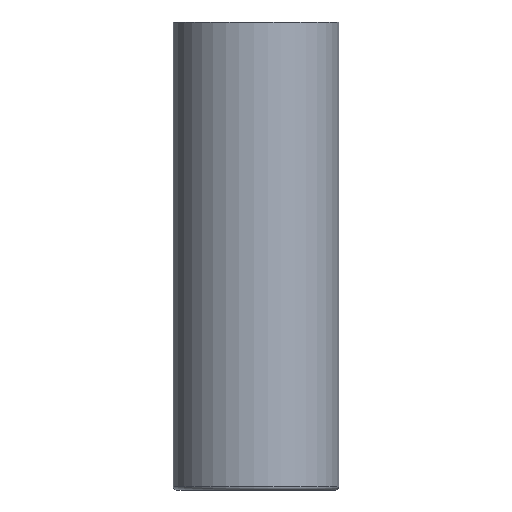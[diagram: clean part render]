
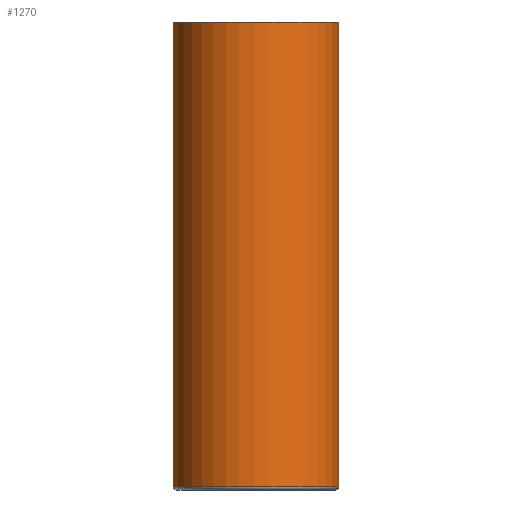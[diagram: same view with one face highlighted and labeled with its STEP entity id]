
A CAD part, left-side view. The second image highlights one B-rep face of the part: STEP entity #1270.
In plain terms, the highlighted cylindrical face has radius 12.4 mm (diameter 24.8 mm), a partial arc.
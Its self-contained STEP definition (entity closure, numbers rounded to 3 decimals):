
#111=LINE('',#2088,#181);
#122=LINE('',#2226,#192);
#181=VECTOR('',#1686,10.);
#192=VECTOR('',#1761,10.);
#242=CYLINDRICAL_SURFACE('',#1434,12.4);
#300=FACE_OUTER_BOUND('',#387,.T.);
#387=EDGE_LOOP('',(#988,#989,#990,#991));
#469=CIRCLE('',#1393,12.4);
#491=CIRCLE('',#1435,12.4);
#529=VERTEX_POINT('',#1943);
#569=VERTEX_POINT('',#2063);
#574=VERTEX_POINT('',#2087);
#591=VERTEX_POINT('',#2225);
#698=EDGE_CURVE('',#529,#569,#469,.T.);
#709=EDGE_CURVE('',#574,#529,#111,.T.);
#744=EDGE_CURVE('',#569,#591,#122,.T.);
#746=EDGE_CURVE('',#591,#574,#491,.T.);
#988=ORIENTED_EDGE('',*,*,#698,.F.);
#989=ORIENTED_EDGE('',*,*,#709,.F.);
#990=ORIENTED_EDGE('',*,*,#746,.F.);
#991=ORIENTED_EDGE('',*,*,#744,.F.);
#1270=ADVANCED_FACE('',(#300),#242,.T.);
#1393=AXIS2_PLACEMENT_3D('',#2068,#1662,#1663);
#1434=AXIS2_PLACEMENT_3D('',#2228,#1763,#1764);
#1435=AXIS2_PLACEMENT_3D('',#2229,#1765,#1766);
#1662=DIRECTION('center_axis',(0.,0.,-1.));
#1663=DIRECTION('ref_axis',(-1.,0.,0.));
#1686=DIRECTION('',(0.,0.,-1.));
#1761=DIRECTION('',(0.,0.,1.));
#1763=DIRECTION('center_axis',(0.,0.,1.));
#1764=DIRECTION('ref_axis',(0.,1.,0.));
#1765=DIRECTION('center_axis',(0.,0.,1.));
#1766=DIRECTION('ref_axis',(0.,1.,0.));
#1943=CARTESIAN_POINT('',(-0.747,-12.377,0.5));
#2063=CARTESIAN_POINT('',(0.,12.4,0.5));
#2068=CARTESIAN_POINT('Origin',(0.,0.,0.5));
#2087=CARTESIAN_POINT('',(-0.747,-12.377,70.));
#2088=CARTESIAN_POINT('',(-0.747,-12.377,0.));
#2225=CARTESIAN_POINT('',(0.,12.4,70.));
#2226=CARTESIAN_POINT('',(0.,12.4,0.));
#2228=CARTESIAN_POINT('Origin',(0.,0.,0.));
#2229=CARTESIAN_POINT('Origin',(0.,0.,70.));
